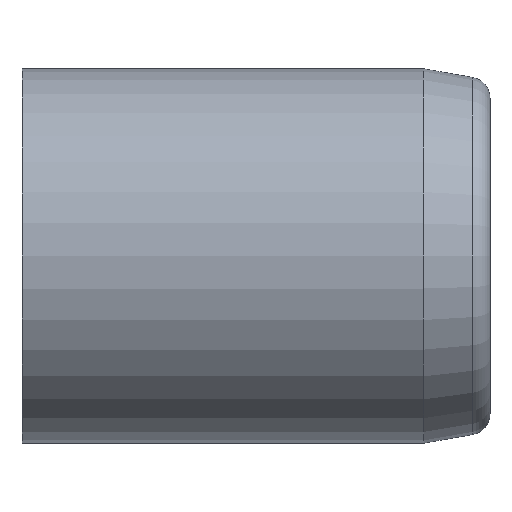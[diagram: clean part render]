
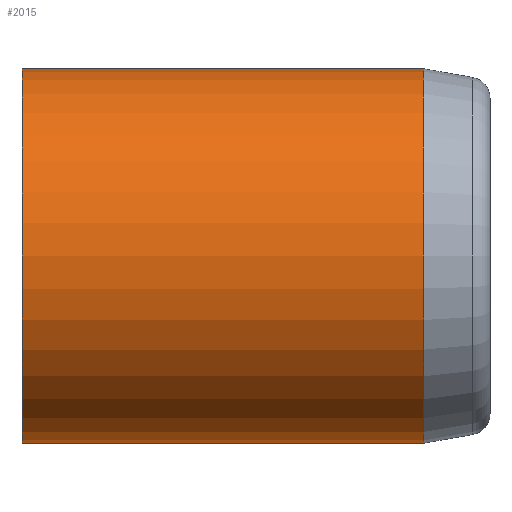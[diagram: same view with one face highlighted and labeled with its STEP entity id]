
A CAD part, left-side view. The second image highlights one B-rep face of the part: STEP entity #2015.
In plain terms, the highlighted cylindrical face has radius 8 mm (diameter 16 mm), a partial arc.
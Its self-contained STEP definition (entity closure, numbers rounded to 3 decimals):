
#495 = VERTEX_POINT ( 'NONE', #3118 ) ;
#556 = VERTEX_POINT ( 'NONE', #2906 ) ;
#559 = VERTEX_POINT ( 'NONE', #2916 ) ;
#569 = VERTEX_POINT ( 'NONE', #2911 ) ;
#809 = EDGE_LOOP ( 'NONE', ( #4383, #4381, #4432, #4380 ) ) ;
#1741 = EDGE_CURVE ( 'NONE', #569, #556, #4586, .T. ) ;
#1747 = EDGE_CURVE ( 'NONE', #559, #569, #3658, .T. ) ;
#1811 = EDGE_CURVE ( 'NONE', #495, #556, #3329, .T. ) ;
#1820 = EDGE_CURVE ( 'NONE', #559, #495, #4642, .T. ) ;
#1821 = AXIS2_PLACEMENT_3D ( 'NONE', #4138, #4139, #4091 ) ;
#2015 = ADVANCED_FACE ( 'NONE', ( #4114 ), #4137, .T. ) ;
#2906 = CARTESIAN_POINT ( 'NONE',  ( 0., 20., 8. ) ) ;
#2911 = CARTESIAN_POINT ( 'NONE',  ( 0., 20., -8. ) ) ;
#2916 = CARTESIAN_POINT ( 'NONE',  ( 0., 2.833, -8. ) ) ;
#3118 = CARTESIAN_POINT ( 'NONE',  ( 0., 2.833, 8. ) ) ;
#3329 = LINE ( 'NONE', #3330, #4663 ) ;
#3330 = CARTESIAN_POINT ( 'NONE',  ( 0., 22.869, 8. ) ) ;
#3333 = DIRECTION ( 'NONE',  ( 0., 1., 0. ) ) ;
#3353 = CARTESIAN_POINT ( 'NONE',  ( 0., 2.833, 0. ) ) ;
#3390 = DIRECTION ( 'NONE',  ( 0., 1., 0. ) ) ;
#3394 = DIRECTION ( 'NONE',  ( 0., 0., 1. ) ) ;
#3658 = LINE ( 'NONE', #3738, #4587 ) ;
#3723 = CARTESIAN_POINT ( 'NONE',  ( 0., 20., 0. ) ) ;
#3724 = DIRECTION ( 'NONE',  ( 0., 0., 1. ) ) ;
#3726 = DIRECTION ( 'NONE',  ( 0., 1., 0. ) ) ;
#3737 = DIRECTION ( 'NONE',  ( 0., 1., 0. ) ) ;
#3738 = CARTESIAN_POINT ( 'NONE',  ( 0., 22.869, -8. ) ) ;
#4091 = DIRECTION ( 'NONE',  ( 0., 0., 1. ) ) ;
#4114 = FACE_OUTER_BOUND ( 'NONE', #809, .T. ) ;
#4137 = CYLINDRICAL_SURFACE ( 'NONE', #1821, 8. ) ;
#4138 = CARTESIAN_POINT ( 'NONE',  ( 0., 22.869, 0. ) ) ;
#4139 = DIRECTION ( 'NONE',  ( 0., 1., 0. ) ) ;
#4380 = ORIENTED_EDGE ( 'NONE', *, *, #1741, .F. ) ;
#4381 = ORIENTED_EDGE ( 'NONE', *, *, #1820, .T. ) ;
#4383 = ORIENTED_EDGE ( 'NONE', *, *, #1747, .F. ) ;
#4432 = ORIENTED_EDGE ( 'NONE', *, *, #1811, .T. ) ;
#4586 = CIRCLE ( 'NONE', #4603, 8. ) ;
#4587 = VECTOR ( 'NONE', #3737, 1000. ) ;
#4603 = AXIS2_PLACEMENT_3D ( 'NONE', #3723, #3726, #3724 ) ;
#4642 = CIRCLE ( 'NONE', #4644, 8. ) ;
#4644 = AXIS2_PLACEMENT_3D ( 'NONE', #3353, #3390, #3394 ) ;
#4663 = VECTOR ( 'NONE', #3333, 1000. ) ;
